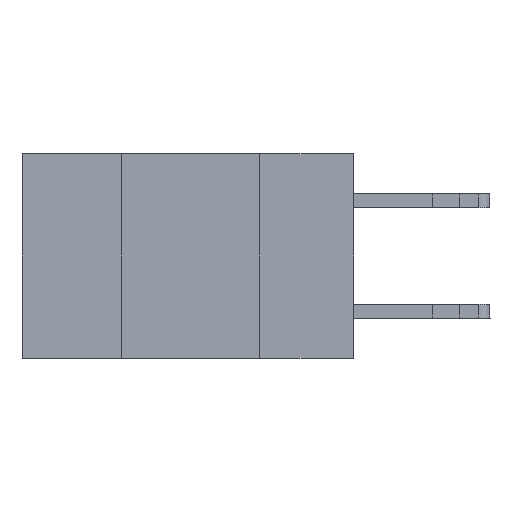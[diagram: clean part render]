
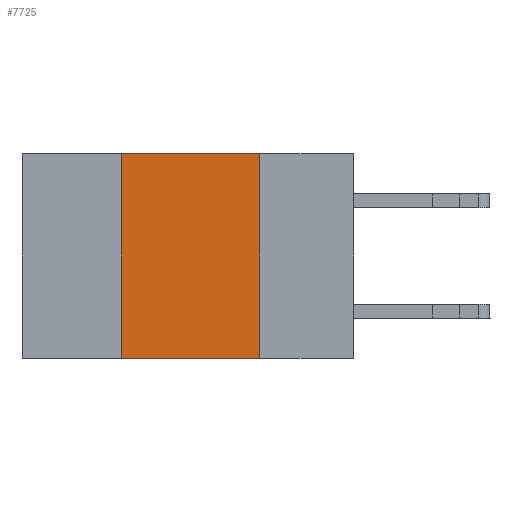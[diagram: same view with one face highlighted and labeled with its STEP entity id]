
A CAD part, left-side view. The second image highlights one B-rep face of the part: STEP entity #7725.
In plain terms, the highlighted planar face has unit normal (-1, 0, 0).
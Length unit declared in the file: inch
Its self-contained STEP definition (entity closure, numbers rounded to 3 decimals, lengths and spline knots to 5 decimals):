
#697 = CARTESIAN_POINT ( 'NONE',  ( 0., 0.17, -0.37 ) ) ;
#762 = CARTESIAN_POINT ( 'NONE',  ( 0., 0.42, -0.37 ) ) ;
#829 = LINE ( 'NONE', #5764, #7661 ) ;
#1036 = EDGE_CURVE ( 'NONE', #1774, #6088, #11120, .T. ) ;
#1774 = VERTEX_POINT ( 'NONE', #762 ) ;
#1813 = CARTESIAN_POINT ( 'NONE',  ( 0., 0.6, 0. ) ) ;
#2205 = DIRECTION ( 'NONE',  ( 0., -1., 0. ) ) ;
#2398 = LINE ( 'NONE', #8484, #3494 ) ;
#3494 = VECTOR ( 'NONE', #7259, 39.37008 ) ;
#4919 = ORIENTED_EDGE ( 'NONE', *, *, #1036, .T. ) ;
#5165 = EDGE_CURVE ( 'NONE', #9329, #13248, #13234, .T. ) ;
#5586 = CARTESIAN_POINT ( 'NONE',  ( 0., 0.6, 0. ) ) ;
#5599 = DIRECTION ( 'NONE',  ( 0., 0., -1. ) ) ;
#5764 = CARTESIAN_POINT ( 'NONE',  ( 0., 0.42, 0. ) ) ;
#6088 = VERTEX_POINT ( 'NONE', #697 ) ;
#6471 = VECTOR ( 'NONE', #2205, 39.37008 ) ;
#6473 = CARTESIAN_POINT ( 'NONE',  ( 0., 0.42, 0. ) ) ;
#6735 = EDGE_LOOP ( 'NONE', ( #10592, #12164, #14369, #4919 ) ) ;
#6819 = DIRECTION ( 'NONE',  ( 1., 0., 0. ) ) ;
#7259 = DIRECTION ( 'NONE',  ( 0., 0., -1. ) ) ;
#7462 = VECTOR ( 'NONE', #12506, 39.37008 ) ;
#7661 = VECTOR ( 'NONE', #14622, 39.37008 ) ;
#7725 = ADVANCED_FACE ( 'NONE', ( #12764 ), #14299, .F. ) ;
#8484 = CARTESIAN_POINT ( 'NONE',  ( 0., 0.17, 0. ) ) ;
#9329 = VERTEX_POINT ( 'NONE', #6473 ) ;
#10592 = ORIENTED_EDGE ( 'NONE', *, *, #13232, .F. ) ;
#11120 = LINE ( 'NONE', #12680, #7462 ) ;
#12048 = AXIS2_PLACEMENT_3D ( 'NONE', #1813, #6819, #5599 ) ;
#12164 = ORIENTED_EDGE ( 'NONE', *, *, #5165, .F. ) ;
#12506 = DIRECTION ( 'NONE',  ( 0., -1., 0. ) ) ;
#12680 = CARTESIAN_POINT ( 'NONE',  ( 0., 0.6, -0.37 ) ) ;
#12764 = FACE_OUTER_BOUND ( 'NONE', #6735, .T. ) ;
#13132 = EDGE_CURVE ( 'NONE', #1774, #9329, #829, .T. ) ;
#13232 = EDGE_CURVE ( 'NONE', #13248, #6088, #2398, .T. ) ;
#13234 = LINE ( 'NONE', #5586, #6471 ) ;
#13248 = VERTEX_POINT ( 'NONE', #16050 ) ;
#14299 = PLANE ( 'NONE',  #12048 ) ;
#14369 = ORIENTED_EDGE ( 'NONE', *, *, #13132, .F. ) ;
#14622 = DIRECTION ( 'NONE',  ( 0., 0., 1. ) ) ;
#16050 = CARTESIAN_POINT ( 'NONE',  ( 0., 0.17, 0. ) ) ;
